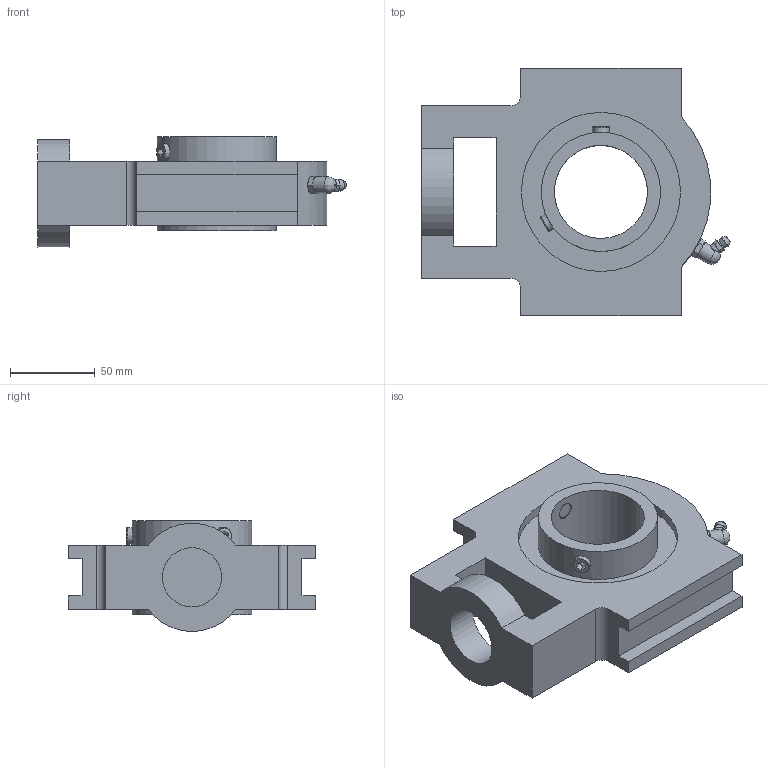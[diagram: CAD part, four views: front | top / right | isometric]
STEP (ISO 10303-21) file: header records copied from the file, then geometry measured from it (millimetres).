
FILE_DESCRIPTION( ( 'STEP AP214' ), ' ' );
FILE_NAME( 'UCT211J.stp', '2018-05-30T07:34:21', ( '' ), ( '' ), ' ', 'PARTsolutions', ' ' );
FILE_SCHEMA( ( 'AUTOMOTIVE_DESIGN { 1 0 10303 214 1 1 1 1 }' ) );
Length unit declared in the file: millimetre
Products named in the file (2): UCT211J; _UCT211- Housing
Assembly tree (1 placements, depth 2):
  UCT211J
    _UCT211- Housing
Bounding box: 182.55 x 146 x 65.28 mm (x, y, z)
Volume: 603784.7 mm3; surface area: 88727.5 mm2
Topology: 1 solids, 1 shells, 128 faces, 331 edges, 212 vertices
Faces by surface type: plane 79, cone 27, cylinder 19, torus 2, bspline 1
Full cylindrical faces by diameter (mm): 7 x1, 10 x5, 35 x1, 55 x1, 70.5 x2, 94.05 x2
Entity records: 5379 total; most frequent: CARTESIAN_POINT 1468, ORIENTED_EDGE 594, DIRECTION 536, EDGE_CURVE 297, VERTEX_POINT 202, AXIS2_PLACEMENT_3D 198, EDGE_LOOP 163, FACE_OUTER_BOUND 143
